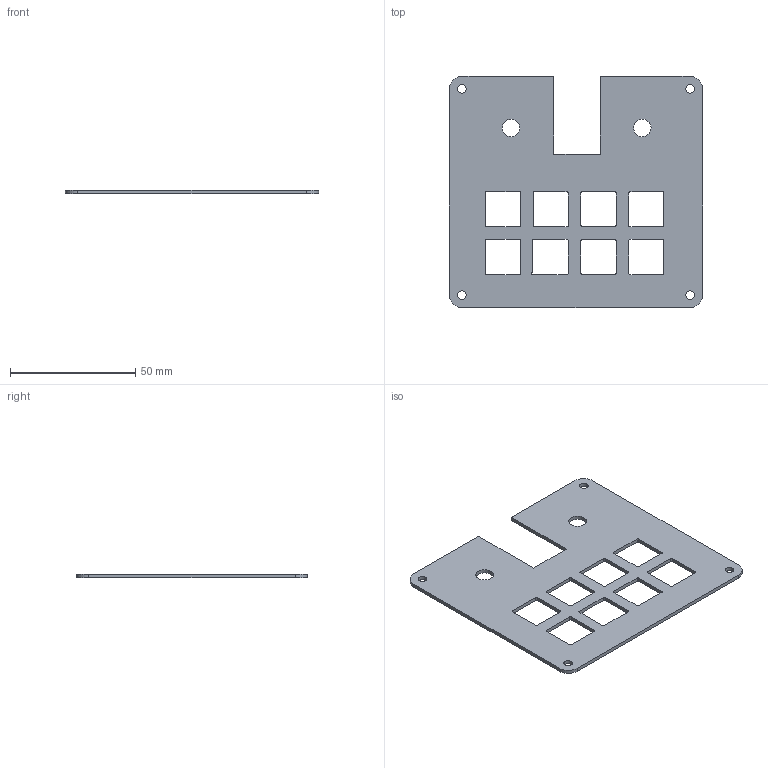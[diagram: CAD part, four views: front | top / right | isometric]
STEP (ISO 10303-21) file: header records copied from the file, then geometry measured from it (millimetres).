
FILE_DESCRIPTION(/* description */ (''),/* implementation_level */ '2;1');
FILE_NAME(/* name */ 'Mediapad_top.step',/* time_stamp */ '2025-07-24T13:16:50+02:00',/* author */ (''),/* organization */ (''),/* preprocessor_version */ 'ST-DEVELOPER v20.1',/* originating_system */ 'Autodesk Translation Framework v14.10.0.0',/* authorisation */ '');
FILE_SCHEMA (('AUTOMOTIVE_DESIGN { 1 0 10303 214 3 1 1 }'));
Length unit declared in the file: millimetre
Products named in the file (1): 2025-07-23-13-13-42-421
Bounding box: 100.96 x 92.16 x 1.5 mm (x, y, z)
Volume: 10536.9 mm3; surface area: 15502.2 mm2
Topology: 1 solids, 1 shells, 84 faces, 246 edges, 164 vertices
Faces by surface type: cylinder 42, plane 42
Full cylindrical faces by diameter (mm): 3.4 x4, 7 x2
Entity records: 2903 total; most frequent: DIRECTION 500, CARTESIAN_POINT 495, ORIENTED_EDGE 492, EDGE_CURVE 246, AXIS2_PLACEMENT_3D 169, VERTEX_POINT 164, LINE 162, VECTOR 162
